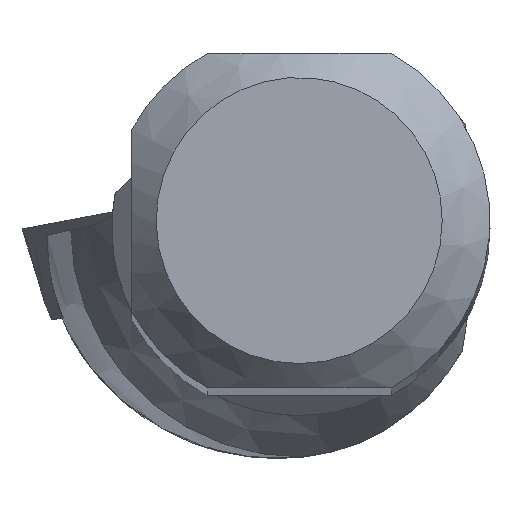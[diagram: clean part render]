
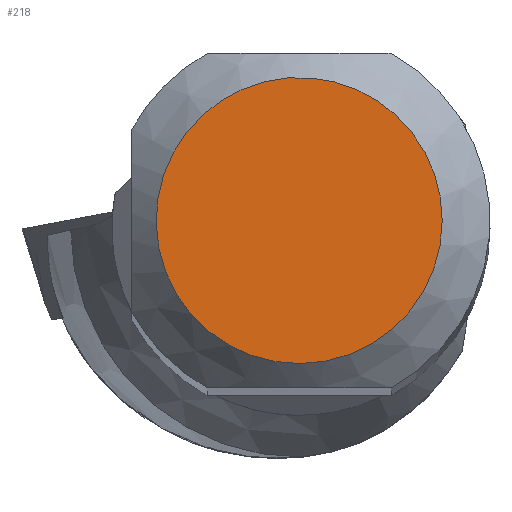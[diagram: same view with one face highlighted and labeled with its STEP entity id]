
A CAD part, top view. The second image highlights one B-rep face of the part: STEP entity #218.
In plain terms, the highlighted planar face has unit normal (0, 0, 1).
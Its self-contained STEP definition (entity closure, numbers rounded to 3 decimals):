
#177=FACE_OUTER_BOUND('',#414,.T.);
#218=ADVANCED_FACE('',(#177),#246,.T.);
#246=PLANE('',#1004);
#414=EDGE_LOOP('',(#569));
#569=ORIENTED_EDGE('',*,*,#825,.T.);
#727=VERTEX_POINT('',#1592);
#825=EDGE_CURVE('',#727,#727,#872,.T.);
#872=CIRCLE('',#1003,2.994);
#1003=AXIS2_PLACEMENT_3D('',#1591,#1191,#1192);
#1004=AXIS2_PLACEMENT_3D('',#1593,#1193,#1194);
#1191=DIRECTION('',(0.,0.,1.));
#1192=DIRECTION('',(1.,0.,0.));
#1193=DIRECTION('',(0.,0.,1.));
#1194=DIRECTION('',(1.,0.,0.));
#1591=CARTESIAN_POINT('',(0.,0.,0.));
#1592=CARTESIAN_POINT('',(2.994,0.,0.));
#1593=CARTESIAN_POINT('',(0.,0.,
0.));
